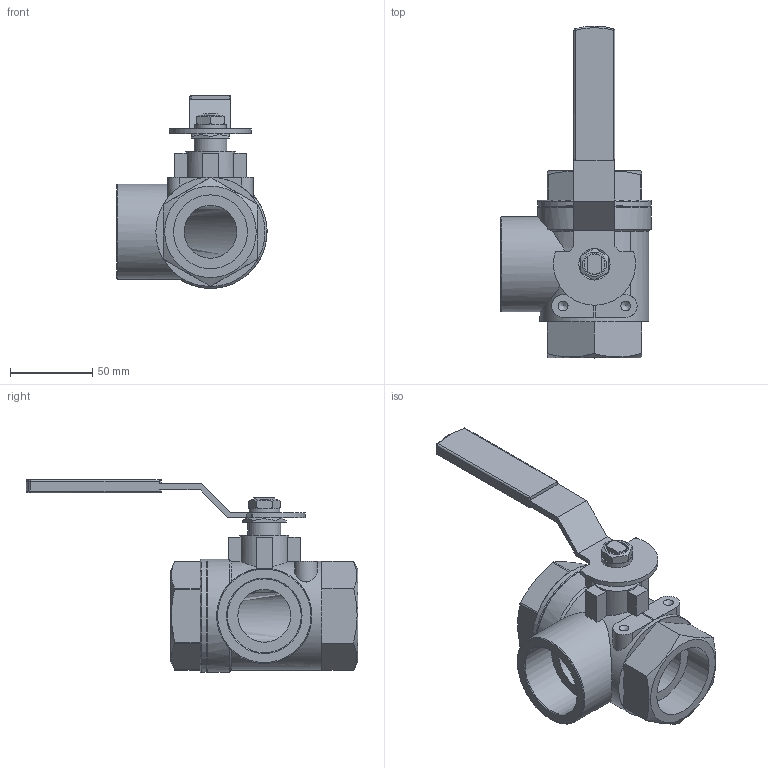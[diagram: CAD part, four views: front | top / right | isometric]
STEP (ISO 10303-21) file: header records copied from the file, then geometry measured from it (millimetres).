
FILE_DESCRIPTION(/* description */ ('Unknown'),/* implementation_level */ '2;1');
FILE_NAME(/* name */ 'K301-DN40-L TYPE',/* time_stamp */ '2023-06-26T11:55:55+08:00',/* author */ ('Unknown'),/* organization */ ('Unknown'),/* preprocessor_version */ 'ST-DEVELOPER v16.7',/* originating_system */ 'DEX',/* authorisation */ $);
FILE_SCHEMA (('AUTOMOTIVE_DESIGN {1 0 10303 214 3 1 1}'));
Length unit declared in the file: millimetre
Products named in the file (2): K301-DN40-L TYPE; DN40-Rev1_0
Assembly tree (1 placements, depth 2):
  K301-DN40-L TYPE
    DN40-Rev1_0
Bounding box: 91.5 x 202.07 x 117.5 mm (x, y, z)
Volume: 426069.9 mm3; surface area: 71462.6 mm2
Topology: 1 solids, 1 shells, 163 faces, 433 edges, 279 vertices
Faces by surface type: plane 89, cylinder 42, cone 20, torus 10, sphere 2
Full cylindrical faces by diameter (mm): 19 x1, 20 x1, 30 x1, 32.2 x2, 45 x3, 58 x1, 66.4 x1, 69 x2
Entity records: 5013 total; most frequent: CARTESIAN_POINT 1139, ORIENTED_EDGE 784, DIRECTION 778, EDGE_CURVE 392, AXIS2_PLACEMENT_3D 282, VERTEX_POINT 267, LINE 214, VECTOR 214
